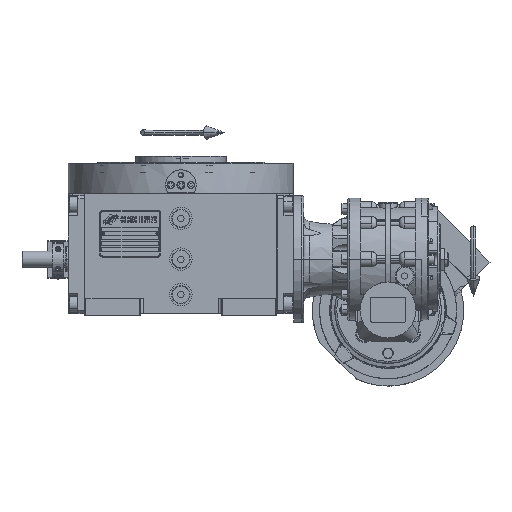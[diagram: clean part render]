
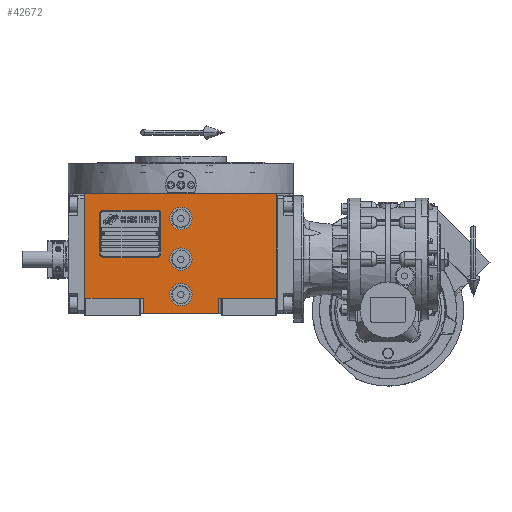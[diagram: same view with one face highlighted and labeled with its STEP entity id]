
A CAD part, top view. The second image highlights one B-rep face of the part: STEP entity #42672.
In plain terms, the highlighted planar face has unit normal (0, 0, 1).
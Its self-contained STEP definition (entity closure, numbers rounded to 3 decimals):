
#50 = VERTEX_POINT ( 'NONE', #66870 ) ;
#391 = CARTESIAN_POINT ( 'NONE',  ( 0., 40., 163.5 ) ) ;
#427 = DIRECTION ( 'NONE',  ( 0., 0., 1. ) ) ;
#1713 = CARTESIAN_POINT ( 'NONE',  ( -11., 40., 163.5 ) ) ;
#3289 = CARTESIAN_POINT ( 'NONE',  ( 37., -38.5, 163.5 ) ) ;
#4569 = VERTEX_POINT ( 'NONE', #58460 ) ;
#5471 = FACE_BOUND ( 'NONE', #132001, .T. ) ;
#7302 = AXIS2_PLACEMENT_3D ( 'NONE', #63299, #427, #113756 ) ;
#8027 = VERTEX_POINT ( 'NONE', #55275 ) ;
#9887 = AXIS2_PLACEMENT_3D ( 'NONE', #102171, #71079, #50293 ) ;
#10672 = EDGE_CURVE ( 'NONE', #40783, #39625, #118989, .T. ) ;
#12244 = CARTESIAN_POINT ( 'NONE',  ( -94.5, 64.5, 163.5 ) ) ;
#12411 = EDGE_CURVE ( 'NONE', #70662, #39625, #33377, .T. ) ;
#12565 = CARTESIAN_POINT ( 'NONE',  ( 11., 40., 163.5 ) ) ;
#13106 = DIRECTION ( 'NONE',  ( 1., 0., 0. ) ) ;
#13275 = VECTOR ( 'NONE', #43844, 1000. ) ;
#13873 = DIRECTION ( 'NONE',  ( 0., -1., 0. ) ) ;
#16966 = EDGE_CURVE ( 'NONE', #22443, #4569, #38403, .T. ) ;
#18126 = ORIENTED_EDGE ( 'NONE', *, *, #108251, .F. ) ;
#18360 = EDGE_CURVE ( 'NONE', #71049, #67555, #29854, .T. ) ;
#19705 = ORIENTED_EDGE ( 'NONE', *, *, #30073, .F. ) ;
#20443 = ORIENTED_EDGE ( 'NONE', *, *, #99497, .F. ) ;
#21038 = DIRECTION ( 'NONE',  ( 1., 0., 0. ) ) ;
#21094 = LINE ( 'NONE', #63939, #13275 ) ;
#21445 = ORIENTED_EDGE ( 'NONE', *, *, #16966, .T. ) ;
#21929 = EDGE_CURVE ( 'NONE', #50, #49025, #23458, .T. ) ;
#22443 = VERTEX_POINT ( 'NONE', #46756 ) ;
#22638 = DIRECTION ( 'NONE',  ( 0., 0., 1. ) ) ;
#23458 = LINE ( 'NONE', #65621, #42307 ) ;
#27159 = VECTOR ( 'NONE', #118676, 1000. ) ;
#27592 = CARTESIAN_POINT ( 'NONE',  ( -11., 0., 163.5 ) ) ;
#27839 = CARTESIAN_POINT ( 'NONE',  ( 94.5, -38.5, 163.5 ) ) ;
#29231 = DIRECTION ( 'NONE',  ( -1., 0., 0. ) ) ;
#29854 = CIRCLE ( 'NONE', #69505, 11. ) ;
#30073 = EDGE_CURVE ( 'NONE', #22443, #49025, #21094, .T. ) ;
#30531 = ORIENTED_EDGE ( 'NONE', *, *, #35499, .F. ) ;
#33132 = VERTEX_POINT ( 'NONE', #68631 ) ;
#33377 = LINE ( 'NONE', #95609, #85754 ) ;
#33882 = ORIENTED_EDGE ( 'NONE', *, *, #10672, .T. ) ;
#35499 = EDGE_CURVE ( 'NONE', #33132, #8027, #53112, .T. ) ;
#36262 = DIRECTION ( 'NONE',  ( -1., 0., 0. ) ) ;
#37196 = PLANE ( 'NONE',  #9887 ) ;
#37638 = EDGE_LOOP ( 'NONE', ( #21445, #41351, #67031, #33882, #119590, #20443, #118111, #19705 ) ) ;
#38403 = LINE ( 'NONE', #80581, #91432 ) ;
#39625 = VERTEX_POINT ( 'NONE', #40885 ) ;
#39665 = ORIENTED_EDGE ( 'NONE', *, *, #130945, .F. ) ;
#40783 = VERTEX_POINT ( 'NONE', #27839 ) ;
#40885 = CARTESIAN_POINT ( 'NONE',  ( 94.5, 64.5, 163.5 ) ) ;
#41266 = CIRCLE ( 'NONE', #120687, 11. ) ;
#41351 = ORIENTED_EDGE ( 'NONE', *, *, #78573, .F. ) ;
#41754 = CARTESIAN_POINT ( 'NONE',  ( 0., 0., 163.5 ) ) ;
#42307 = VECTOR ( 'NONE', #13106, 1000. ) ;
#42672 = ADVANCED_FACE ( 'NONE', ( #67655, #100111, #5471, #47569 ), #37196, .T. ) ;
#43650 = EDGE_LOOP ( 'NONE', ( #136344, #30531 ) ) ;
#43844 = DIRECTION ( 'NONE',  ( 0., 1., 0. ) ) ;
#43854 = DIRECTION ( 'NONE',  ( 0., 0., 1. ) ) ;
#46756 = CARTESIAN_POINT ( 'NONE',  ( -37., -53.5, 163.5 ) ) ;
#47569 = FACE_OUTER_BOUND ( 'NONE', #37638, .T. ) ;
#48010 = CARTESIAN_POINT ( 'NONE',  ( 37., -38.5, 163.5 ) ) ;
#49025 = VERTEX_POINT ( 'NONE', #61179 ) ;
#50293 = DIRECTION ( 'NONE',  ( 1., 0., 0. ) ) ;
#51451 = AXIS2_PLACEMENT_3D ( 'NONE', #83050, #78460, #36262 ) ;
#51512 = DIRECTION ( 'NONE',  ( -1., 0., 0. ) ) ;
#52418 = EDGE_CURVE ( 'NONE', #120955, #40783, #117333, .T. ) ;
#53112 = CIRCLE ( 'NONE', #117128, 11. ) ;
#55275 = CARTESIAN_POINT ( 'NONE',  ( 11., -35., 163.5 ) ) ;
#55786 = CIRCLE ( 'NONE', #7302, 11. ) ;
#57461 = ORIENTED_EDGE ( 'NONE', *, *, #107931, .F. ) ;
#58460 = CARTESIAN_POINT ( 'NONE',  ( 37., -53.5, 163.5 ) ) ;
#61179 = CARTESIAN_POINT ( 'NONE',  ( -37., -38.5, 163.5 ) ) ;
#62509 = DIRECTION ( 'NONE',  ( 0., 0., 1. ) ) ;
#63299 = CARTESIAN_POINT ( 'NONE',  ( 0., 40., 163.5 ) ) ;
#63939 = CARTESIAN_POINT ( 'NONE',  ( -37., -53.5, 163.5 ) ) ;
#64609 = DIRECTION ( 'NONE',  ( 1., 0., 0. ) ) ;
#64692 = CIRCLE ( 'NONE', #51451, 11. ) ;
#65621 = CARTESIAN_POINT ( 'NONE',  ( -94.5, -38.5, 163.5 ) ) ;
#66870 = CARTESIAN_POINT ( 'NONE',  ( -94.5, -38.5, 163.5 ) ) ;
#67031 = ORIENTED_EDGE ( 'NONE', *, *, #52418, .T. ) ;
#67033 = VECTOR ( 'NONE', #76192, 1000. ) ;
#67555 = VERTEX_POINT ( 'NONE', #12565 ) ;
#67655 = FACE_BOUND ( 'NONE', #102904, .T. ) ;
#68631 = CARTESIAN_POINT ( 'NONE',  ( -11., -35., 163.5 ) ) ;
#69505 = AXIS2_PLACEMENT_3D ( 'NONE', #391, #43854, #51512 ) ;
#70662 = VERTEX_POINT ( 'NONE', #12244 ) ;
#71049 = VERTEX_POINT ( 'NONE', #1713 ) ;
#71079 = DIRECTION ( 'NONE',  ( 0., 0., 1. ) ) ;
#73937 = VERTEX_POINT ( 'NONE', #134469 ) ;
#74606 = VERTEX_POINT ( 'NONE', #27592 ) ;
#74837 = CARTESIAN_POINT ( 'NONE',  ( 94.5, -38.5, 163.5 ) ) ;
#76192 = DIRECTION ( 'NONE',  ( 0., 1., 0. ) ) ;
#76468 = VECTOR ( 'NONE', #109648, 1000. ) ;
#78460 = DIRECTION ( 'NONE',  ( 0., 0., 1. ) ) ;
#78573 = EDGE_CURVE ( 'NONE', #120955, #4569, #96134, .T. ) ;
#80581 = CARTESIAN_POINT ( 'NONE',  ( -37., -53.5, 163.5 ) ) ;
#83050 = CARTESIAN_POINT ( 'NONE',  ( 0., 0., 163.5 ) ) ;
#85754 = VECTOR ( 'NONE', #96936, 1000. ) ;
#86384 = AXIS2_PLACEMENT_3D ( 'NONE', #41754, #62509, #21038 ) ;
#91432 = VECTOR ( 'NONE', #64609, 1000. ) ;
#92820 = CARTESIAN_POINT ( 'NONE',  ( 0., -35., 163.5 ) ) ;
#94531 = ORIENTED_EDGE ( 'NONE', *, *, #18360, .F. ) ;
#95160 = VECTOR ( 'NONE', #13873, 1000. ) ;
#95483 = CARTESIAN_POINT ( 'NONE',  ( 37., -38.5, 163.5 ) ) ;
#95609 = CARTESIAN_POINT ( 'NONE',  ( -94.5, 64.5, 163.5 ) ) ;
#96134 = LINE ( 'NONE', #95483, #95160 ) ;
#96936 = DIRECTION ( 'NONE',  ( 1., 0., 0. ) ) ;
#99497 = EDGE_CURVE ( 'NONE', #50, #70662, #131054, .T. ) ;
#100111 = FACE_BOUND ( 'NONE', #43650, .T. ) ;
#102171 = CARTESIAN_POINT ( 'NONE',  ( -94.5, -53.5, 163.5 ) ) ;
#102904 = EDGE_LOOP ( 'NONE', ( #39665, #18126 ) ) ;
#104017 = CIRCLE ( 'NONE', #86384, 11. ) ;
#107931 = EDGE_CURVE ( 'NONE', #67555, #71049, #55786, .T. ) ;
#108251 = EDGE_CURVE ( 'NONE', #74606, #73937, #64692, .T. ) ;
#109648 = DIRECTION ( 'NONE',  ( 0., 1., 0. ) ) ;
#113756 = DIRECTION ( 'NONE',  ( 1., 0., 0. ) ) ;
#117128 = AXIS2_PLACEMENT_3D ( 'NONE', #92820, #134232, #29231 ) ;
#117298 = CARTESIAN_POINT ( 'NONE',  ( 0., -35., 163.5 ) ) ;
#117333 = LINE ( 'NONE', #3289, #27159 ) ;
#118111 = ORIENTED_EDGE ( 'NONE', *, *, #21929, .T. ) ;
#118676 = DIRECTION ( 'NONE',  ( 1., 0., 0. ) ) ;
#118989 = LINE ( 'NONE', #74837, #67033 ) ;
#119590 = ORIENTED_EDGE ( 'NONE', *, *, #12411, .F. ) ;
#120687 = AXIS2_PLACEMENT_3D ( 'NONE', #117298, #22638, #129660 ) ;
#120955 = VERTEX_POINT ( 'NONE', #48010 ) ;
#122742 = CARTESIAN_POINT ( 'NONE',  ( -94.5, -38.5, 163.5 ) ) ;
#125629 = EDGE_CURVE ( 'NONE', #8027, #33132, #41266, .T. ) ;
#129660 = DIRECTION ( 'NONE',  ( 1., 0., 0. ) ) ;
#130945 = EDGE_CURVE ( 'NONE', #73937, #74606, #104017, .T. ) ;
#131054 = LINE ( 'NONE', #122742, #76468 ) ;
#132001 = EDGE_LOOP ( 'NONE', ( #57461, #94531 ) ) ;
#134232 = DIRECTION ( 'NONE',  ( 0., 0., 1. ) ) ;
#134469 = CARTESIAN_POINT ( 'NONE',  ( 11., 0., 163.5 ) ) ;
#136344 = ORIENTED_EDGE ( 'NONE', *, *, #125629, .F. ) ;
